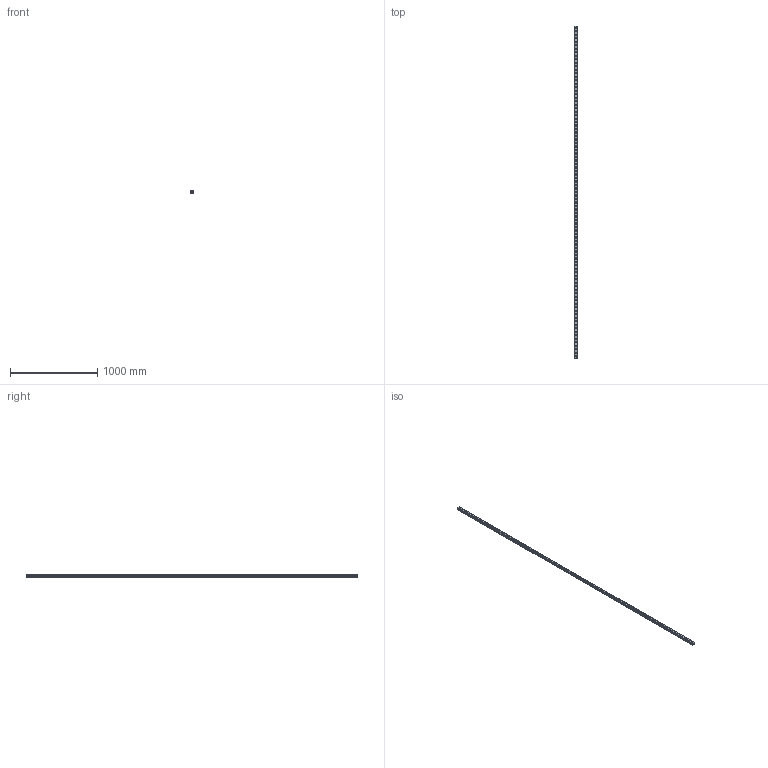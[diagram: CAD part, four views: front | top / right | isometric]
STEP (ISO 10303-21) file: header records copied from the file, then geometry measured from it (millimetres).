
FILE_DESCRIPTION(('STEP AP214'),'1');
FILE_NAME('cctmp_C02586CF-1844-4209-AC9D-F140B7B56145_2021_03_11_14_56_26_0505..stp','2021-03-11T13:56:26',('HIWIN GmbH'),('CADClick - www.CADClick.com'),'Spatial InterOp 3D',' ','unknown authorization');
FILE_SCHEMA(('AUTOMOTIVE_DESIGN'));
Length unit declared in the file: millimetre
Products named in the file (1): RGR30R3800H_FILE
Bounding box: 28 x 3800 x 28 mm (x, y, z)
Volume: 2180683.1 mm3; surface area: 563264.4 mm2
Topology: 1 solids, 1 shells, 970 faces, 2037 edges, 1358 vertices
Faces by surface type: cylinder 588, plane 382
Entity records: 34281 total; most frequent: DIRECTION 5155, CARTESIAN_POINT 4366, ORIENTED_EDGE 4074, AXIS2_PLACEMENT_3D 2147, EDGE_CURVE 2037, VERTEX_POINT 1358, EDGE_LOOP 1259, CIRCLE 1176
